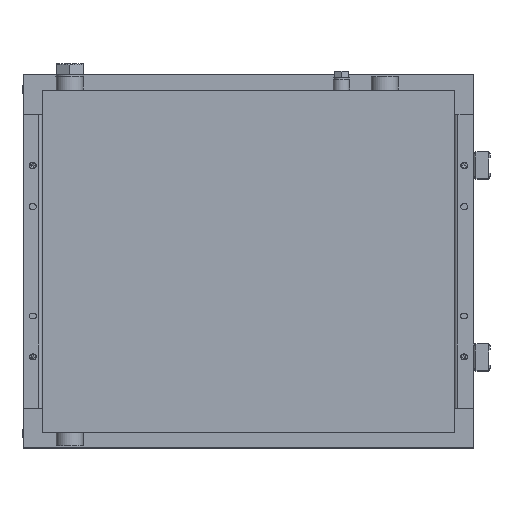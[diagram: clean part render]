
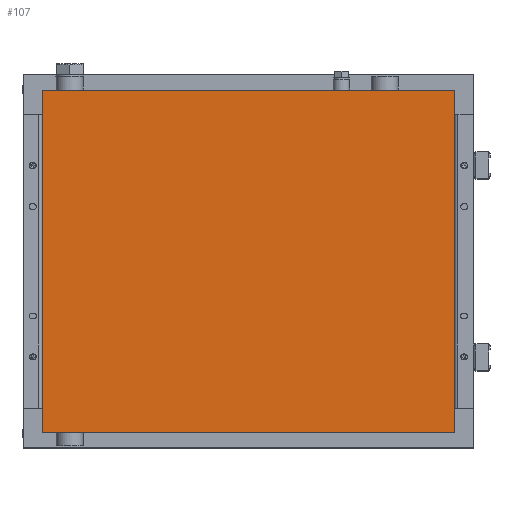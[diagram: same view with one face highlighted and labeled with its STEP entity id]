
A CAD part, top view. The second image highlights one B-rep face of the part: STEP entity #107.
In plain terms, the highlighted planar face has unit normal (0, 0, 1).
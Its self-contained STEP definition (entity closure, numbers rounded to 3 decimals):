
#68=CARTESIAN_POINT('',(0.,0.,56.));
#69=DIRECTION('',(0.0,0.0,1.0));
#70=DIRECTION('',(1.0,0.0,0.0));
#71=AXIS2_PLACEMENT_3D('',#68,#69,#70);
#72=PLANE('',#71);
#73=CARTESIAN_POINT('',(382.5,-317.5,56.));
#74=VERTEX_POINT('',#73);
#75=CARTESIAN_POINT('',(382.5,317.5,56.));
#76=VERTEX_POINT('',#75);
#77=CARTESIAN_POINT('',(382.5,-317.5,56.));
#78=DIRECTION('',(0.0,1.0,0.0));
#79=VECTOR('',#78,635.0);
#80=LINE('',#77,#79);
#81=EDGE_CURVE('',#74,#76,#80,.T.);
#82=ORIENTED_EDGE('',*,*,#81,.T.);
#83=CARTESIAN_POINT('',(-382.5,317.5,56.));
#84=VERTEX_POINT('',#83);
#85=CARTESIAN_POINT('',(382.5,317.5,56.));
#86=DIRECTION('',(-1.0,0.0,0.0));
#87=VECTOR('',#86,765.0);
#88=LINE('',#85,#87);
#89=EDGE_CURVE('',#76,#84,#88,.T.);
#90=ORIENTED_EDGE('',*,*,#89,.T.);
#91=CARTESIAN_POINT('',(-382.5,-317.5,56.));
#92=VERTEX_POINT('',#91);
#93=CARTESIAN_POINT('',(-382.5,317.5,56.));
#94=DIRECTION('',(0.0,-1.0,0.0));
#95=VECTOR('',#94,635.0);
#96=LINE('',#93,#95);
#97=EDGE_CURVE('',#84,#92,#96,.T.);
#98=ORIENTED_EDGE('',*,*,#97,.T.);
#99=CARTESIAN_POINT('',(-382.5,-317.5,56.));
#100=DIRECTION('',(1.0,0.0,0.0));
#101=VECTOR('',#100,765.0);
#102=LINE('',#99,#101);
#103=EDGE_CURVE('',#92,#74,#102,.T.);
#104=ORIENTED_EDGE('',*,*,#103,.T.);
#105=EDGE_LOOP('',(#82,#90,#98,#104));
#106=FACE_OUTER_BOUND('',#105,.T.);
#107=ADVANCED_FACE('',(#106),#72,.T.);
